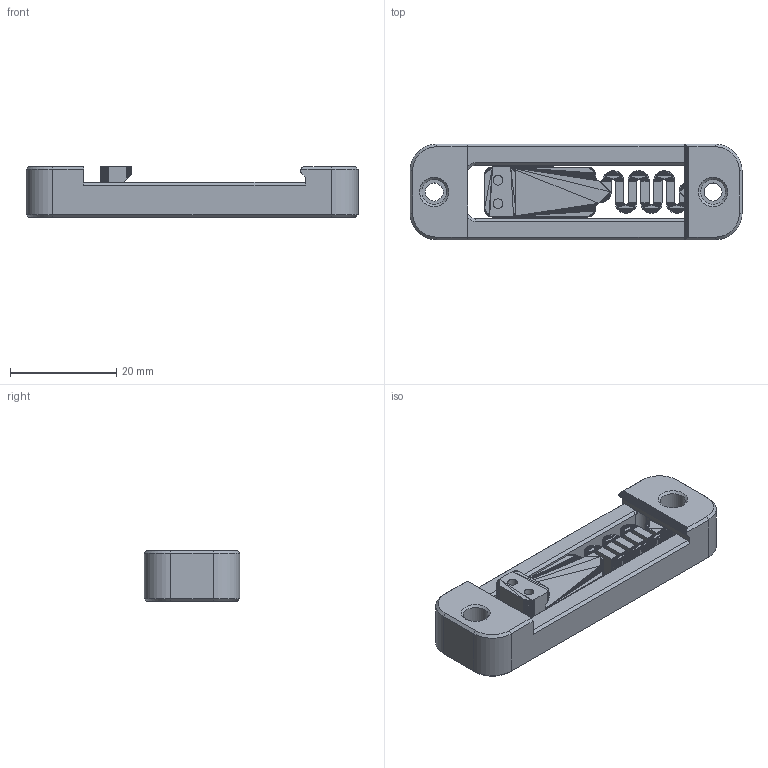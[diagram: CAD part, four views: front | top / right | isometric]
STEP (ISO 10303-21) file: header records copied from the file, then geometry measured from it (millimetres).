
FILE_DESCRIPTION(/* description */ (''),/* implementation_level */ '2;1');
FILE_NAME(/* name */ '',/* time_stamp */ '2025-12-09T10:31:28+03:00',/* author */ (''),/* organization */ (''),/* preprocessor_version */ 'ST-DEVELOPER v20.1',/* originating_system */ 'Autodesk Translation Framework v14.21.0.0',/* authorisation */ '');
FILE_SCHEMA (('AUTOMOTIVE_DESIGN { 1 0 10303 214 3 1 1 }'));
Products named in the file (1): 52.5 мм кронштейн
Bounding box: 62.5 x 18 x 9.6 mm (x, y, z)
Volume: 7037.2 mm3; surface area: 5135.6 mm2
Topology: 1 solids, 1 shells, 3309 faces, 5686 edges, 2386 vertices
Faces by surface type: plane 3276, cone 18, cylinder 15
Full cylindrical faces by diameter (mm): 1.85 x2, 3.4 x3, 4.7 x2
Entity records: 71167 total; most frequent: DIRECTION 12353, CARTESIAN_POINT 11394, ORIENTED_EDGE 11372, EDGE_CURVE 5686, LINE 5627, VECTOR 5627, AXIS2_PLACEMENT_3D 3363, EDGE_LOOP 3322
